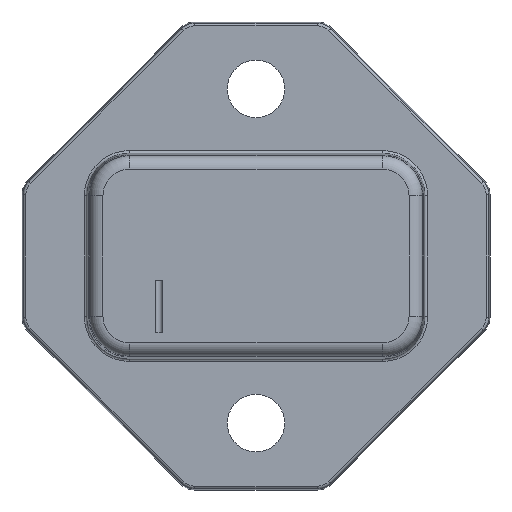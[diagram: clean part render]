
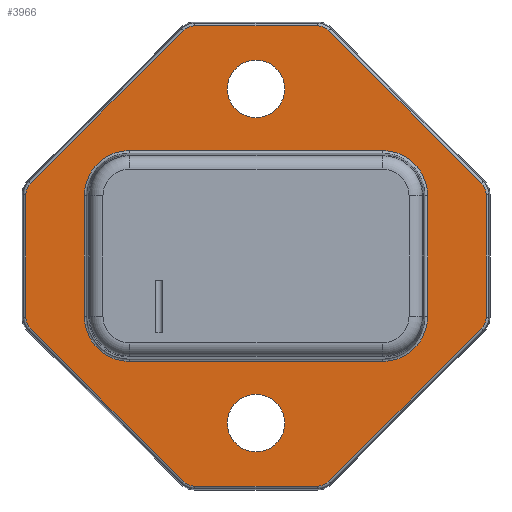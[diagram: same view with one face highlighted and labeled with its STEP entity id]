
A CAD part, front view. The second image highlights one B-rep face of the part: STEP entity #3966.
In plain terms, the highlighted planar face has unit normal (0, -1, 0).
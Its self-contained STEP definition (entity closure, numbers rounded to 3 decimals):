
#209=CARTESIAN_POINT('',(-4.579,4.75,-16.));
#210=DIRECTION('',(0.,1.,0.));
#211=DIRECTION('',(0.,0.,-1.));
#212=AXIS2_PLACEMENT_3D('',#209,#210,#211);
#214=DIRECTION('',(-0.707,0.,0.707));
#215=VECTOR('',#214,16.152);
#216=CARTESIAN_POINT('',(-5.434,4.75,-16.856));
#217=LINE('',#216,#215);
#218=CARTESIAN_POINT('',(-16.,4.75,-4.579));
#219=DIRECTION('',(0.,1.,0.));
#220=DIRECTION('',(-0.707,0.,-0.707));
#221=AXIS2_PLACEMENT_3D('',#218,#219,#220);
#223=CARTESIAN_POINT('',(-16.,4.75,4.579));
#224=DIRECTION('',(0.,1.,0.));
#225=DIRECTION('',(-1.,0.,0.));
#226=AXIS2_PLACEMENT_3D('',#223,#224,#225);
#228=DIRECTION('',(0.707,0.,0.707));
#229=VECTOR('',#228,16.152);
#230=CARTESIAN_POINT('',(-16.856,4.75,5.434));
#231=LINE('',#230,#229);
#232=CARTESIAN_POINT('',(-4.579,4.75,16.));
#233=DIRECTION('',(0.,1.,0.));
#234=DIRECTION('',(-0.707,0.,0.707));
#235=AXIS2_PLACEMENT_3D('',#232,#233,#234);
#237=CARTESIAN_POINT('',(4.579,4.75,16.));
#238=DIRECTION('',(0.,1.,0.));
#239=DIRECTION('',(0.,0.,1.));
#240=AXIS2_PLACEMENT_3D('',#237,#238,#239);
#242=DIRECTION('',(0.707,0.,-0.707));
#243=VECTOR('',#242,16.152);
#244=CARTESIAN_POINT('',(5.434,4.75,16.856));
#245=LINE('',#244,#243);
#246=CARTESIAN_POINT('',(16.,4.75,4.579));
#247=DIRECTION('',(0.,1.,0.));
#248=DIRECTION('',(0.707,0.,0.707));
#249=AXIS2_PLACEMENT_3D('',#246,#247,#248);
#251=CARTESIAN_POINT('',(16.,4.75,-4.579));
#252=DIRECTION('',(0.,1.,0.));
#253=DIRECTION('',(1.,0.,0.));
#254=AXIS2_PLACEMENT_3D('',#251,#252,#253);
#256=DIRECTION('',(-0.707,0.,-0.707));
#257=VECTOR('',#256,16.152);
#258=CARTESIAN_POINT('',(16.856,4.75,-5.434));
#259=LINE('',#258,#257);
#260=CARTESIAN_POINT('',(4.579,4.75,-16.));
#261=DIRECTION('',(0.,1.,0.));
#262=DIRECTION('',(0.707,0.,-0.707));
#263=AXIS2_PLACEMENT_3D('',#260,#261,#262);
#265=CARTESIAN_POINT('',(0.,4.75,12.5));
#266=DIRECTION('',(0.,-1.,0.));
#267=DIRECTION('',(0.,0.,1.));
#268=AXIS2_PLACEMENT_3D('',#265,#266,#267);
#270=CARTESIAN_POINT('',(0.,4.75,12.5));
#271=DIRECTION('',(0.,-1.,0.));
#272=DIRECTION('',(0.,0.,-1.));
#273=AXIS2_PLACEMENT_3D('',#270,#271,#272);
#275=CARTESIAN_POINT('',(-9.465,4.75,4.515));
#276=DIRECTION('',(0.,-1.,0.));
#277=DIRECTION('',(0.,0.,1.));
#278=AXIS2_PLACEMENT_3D('',#275,#276,#277);
#280=CARTESIAN_POINT('',(-9.465,4.75,-4.515));
#281=DIRECTION('',(0.,-1.,0.));
#282=DIRECTION('',(-1.,0.,0.));
#283=AXIS2_PLACEMENT_3D('',#280,#281,#282);
#285=CARTESIAN_POINT('',(9.465,4.75,-4.515));
#286=DIRECTION('',(0.,-1.,0.));
#287=DIRECTION('',(0.,0.,-1.));
#288=AXIS2_PLACEMENT_3D('',#285,#286,#287);
#290=CARTESIAN_POINT('',(9.465,4.75,4.515));
#291=DIRECTION('',(0.,-1.,0.));
#292=DIRECTION('',(1.,0.,0.));
#293=AXIS2_PLACEMENT_3D('',#290,#291,#292);
#295=CARTESIAN_POINT('',(0.,4.75,-12.5));
#296=DIRECTION('',(0.,-1.,0.));
#297=DIRECTION('',(0.,0.,1.));
#298=AXIS2_PLACEMENT_3D('',#295,#296,#297);
#300=CARTESIAN_POINT('',(0.,4.75,-12.5));
#301=DIRECTION('',(0.,-1.,0.));
#302=DIRECTION('',(0.,0.,-1.));
#303=AXIS2_PLACEMENT_3D('',#300,#301,#302);
#320=DIRECTION('',(1.,0.,0.));
#321=VECTOR('',#320,9.157);
#322=CARTESIAN_POINT('',(-4.579,4.75,-17.21));
#323=LINE('',#322,#321);
#386=DIRECTION('',(0.,0.,-1.));
#387=VECTOR('',#386,9.157);
#388=CARTESIAN_POINT('',(-17.21,4.75,4.579));
#389=LINE('',#388,#387);
#444=DIRECTION('',(-1.,0.,0.));
#445=VECTOR('',#444,9.157);
#446=CARTESIAN_POINT('',(4.579,4.75,17.21));
#447=LINE('',#446,#445);
#502=DIRECTION('',(0.,0.,1.));
#503=VECTOR('',#502,9.157);
#504=CARTESIAN_POINT('',(17.21,4.75,-4.579));
#505=LINE('',#504,#503);
#584=DIRECTION('',(1.,0.,0.));
#585=VECTOR('',#584,18.93);
#586=CARTESIAN_POINT('',(-9.465,4.75,7.888));
#587=LINE('',#586,#585);
#607=DIRECTION('',(0.,0.,-1.));
#608=VECTOR('',#607,9.03);
#609=CARTESIAN_POINT('',(12.838,4.75,4.515));
#610=LINE('',#609,#608);
#630=DIRECTION('',(-1.,0.,0.));
#631=VECTOR('',#630,18.93);
#632=CARTESIAN_POINT('',(9.465,4.75,-7.888));
#633=LINE('',#632,#631);
#653=DIRECTION('',(0.,0.,1.));
#654=VECTOR('',#653,9.03);
#655=CARTESIAN_POINT('',(-12.838,4.75,-4.515));
#656=LINE('',#655,#654);
#3152=CARTESIAN_POINT('',(0.,4.75,-14.65));
#3153=VERTEX_POINT('',#3152);
#3154=CARTESIAN_POINT('',(0.,4.75,-10.35));
#3155=VERTEX_POINT('',#3154);
#3156=CARTESIAN_POINT('',(-4.579,4.75,-17.21));
#3157=CARTESIAN_POINT('',(-5.434,4.75,-16.856));
#3158=VERTEX_POINT('',#3156);
#3159=VERTEX_POINT('',#3157);
#3160=CARTESIAN_POINT('',(-16.856,4.75,
-5.434));
#3161=VERTEX_POINT('',#3160);
#3162=CARTESIAN_POINT('',(-17.21,4.75,-4.579));
#3163=VERTEX_POINT('',#3162);
#3164=CARTESIAN_POINT('',(-17.21,4.75,4.579));
#3165=VERTEX_POINT('',#3164);
#3166=CARTESIAN_POINT('',(-16.856,4.75,5.434));
#3167=VERTEX_POINT('',#3166);
#3168=CARTESIAN_POINT('',(-5.434,4.75,16.856));
#3169=VERTEX_POINT('',#3168);
#3170=CARTESIAN_POINT('',(-4.579,4.75,17.21));
#3171=VERTEX_POINT('',#3170);
#3172=CARTESIAN_POINT('',(4.579,4.75,17.21));
#3173=VERTEX_POINT('',#3172);
#3174=CARTESIAN_POINT('',(5.434,4.75,16.856));
#3175=VERTEX_POINT('',#3174);
#3176=CARTESIAN_POINT('',(16.856,4.75,5.434));
#3177=VERTEX_POINT('',#3176);
#3178=CARTESIAN_POINT('',(17.21,4.75,4.579));
#3179=VERTEX_POINT('',#3178);
#3180=CARTESIAN_POINT('',(17.21,4.75,-4.579));
#3181=VERTEX_POINT('',#3180);
#3182=CARTESIAN_POINT('',(16.856,4.75,-5.434));
#3183=VERTEX_POINT('',#3182);
#3184=CARTESIAN_POINT('',(5.434,4.75,-16.856));
#3185=VERTEX_POINT('',#3184);
#3186=CARTESIAN_POINT('',(4.579,4.75,-17.21));
#3187=VERTEX_POINT('',#3186);
#3188=CARTESIAN_POINT('',(0.,4.75,14.65));
#3189=CARTESIAN_POINT('',(0.,4.75,10.35));
#3190=VERTEX_POINT('',#3188);
#3191=VERTEX_POINT('',#3189);
#3192=CARTESIAN_POINT('',(-9.465,4.75,7.888));
#3193=CARTESIAN_POINT('',(-12.838,4.75,4.515));
#3194=VERTEX_POINT('',#3192);
#3195=VERTEX_POINT('',#3193);
#3196=CARTESIAN_POINT('',(-12.838,4.75,-4.515));
#3197=VERTEX_POINT('',#3196);
#3198=CARTESIAN_POINT('',(-9.465,4.75,-7.888));
#3199=VERTEX_POINT('',#3198);
#3200=CARTESIAN_POINT('',(9.465,4.75,-7.888));
#3201=VERTEX_POINT('',#3200);
#3202=CARTESIAN_POINT('',(12.838,4.75,-4.515));
#3203=VERTEX_POINT('',#3202);
#3204=CARTESIAN_POINT('',(12.838,4.75,4.515));
#3205=VERTEX_POINT('',#3204);
#3206=CARTESIAN_POINT('',(9.465,4.75,7.888));
#3207=VERTEX_POINT('',#3206);
#3898=CARTESIAN_POINT('',(0.,4.75,-7.515));
#3899=DIRECTION('',(0.,-1.,0.));
#3900=DIRECTION('',(-1.,0.,0.));
#3901=AXIS2_PLACEMENT_3D('',#3898,#3899,#3900);
#3902=PLANE('',#3901);
#3904=ORIENTED_EDGE('',*,*,#3903,.T.);
#3906=ORIENTED_EDGE('',*,*,#3905,.T.);
#3908=ORIENTED_EDGE('',*,*,#3907,.T.);
#3910=ORIENTED_EDGE('',*,*,#3909,.F.);
#3912=ORIENTED_EDGE('',*,*,#3911,.T.);
#3914=ORIENTED_EDGE('',*,*,#3913,.T.);
#3916=ORIENTED_EDGE('',*,*,#3915,.T.);
#3918=ORIENTED_EDGE('',*,*,#3917,.F.);
#3920=ORIENTED_EDGE('',*,*,#3919,.T.);
#3922=ORIENTED_EDGE('',*,*,#3921,.T.);
#3924=ORIENTED_EDGE('',*,*,#3923,.T.);
#3926=ORIENTED_EDGE('',*,*,#3925,.F.);
#3928=ORIENTED_EDGE('',*,*,#3927,.T.);
#3929=ORIENTED_EDGE('',*,*,#3881,.T.);
#3931=ORIENTED_EDGE('',*,*,#3930,.T.);
#3933=ORIENTED_EDGE('',*,*,#3932,.F.);
#3934=EDGE_LOOP('',(#3904,#3906,#3908,#3910,#3912,#3914,#3916,#3918,#3920,#3922,
#3924,#3926,#3928,#3929,#3931,#3933));
#3935=FACE_OUTER_BOUND('',#3934,.F.);
#3937=ORIENTED_EDGE('',*,*,#3936,.T.);
#3939=ORIENTED_EDGE('',*,*,#3938,.T.);
#3940=EDGE_LOOP('',(#3937,#3939));
#3941=FACE_BOUND('',#3940,.F.);
#3943=ORIENTED_EDGE('',*,*,#3942,.T.);
#3945=ORIENTED_EDGE('',*,*,#3944,.F.);
#3947=ORIENTED_EDGE('',*,*,#3946,.T.);
#3949=ORIENTED_EDGE('',*,*,#3948,.F.);
#3951=ORIENTED_EDGE('',*,*,#3950,.T.);
#3953=ORIENTED_EDGE('',*,*,#3952,.F.);
#3955=ORIENTED_EDGE('',*,*,#3954,.T.);
#3957=ORIENTED_EDGE('',*,*,#3956,.F.);
#3958=EDGE_LOOP('',(#3943,#3945,#3947,#3949,#3951,#3953,#3955,#3957));
#3959=FACE_BOUND('',#3958,.F.);
#3961=ORIENTED_EDGE('',*,*,#3960,.T.);
#3963=ORIENTED_EDGE('',*,*,#3962,.T.);
#3964=EDGE_LOOP('',(#3961,#3963));
#3965=FACE_BOUND('',#3964,.F.);
#3966=ADVANCED_FACE('',(#3935,#3941,#3959,#3965),#3902,.T.);
#213=CIRCLE('',#212,1.21);
#222=CIRCLE('',#221,1.21);
#227=CIRCLE('',#226,1.21);
#236=CIRCLE('',#235,1.21);
#241=CIRCLE('',#240,1.21);
#250=CIRCLE('',#249,1.21);
#255=CIRCLE('',#254,1.21);
#264=CIRCLE('',#263,1.21);
#269=CIRCLE('',#268,2.15);
#274=CIRCLE('',#273,2.15);
#279=CIRCLE('',#278,3.373);
#284=CIRCLE('',#283,3.373);
#289=CIRCLE('',#288,3.373);
#294=CIRCLE('',#293,3.373);
#299=CIRCLE('',#298,2.15);
#304=CIRCLE('',#303,2.15);
#3881=EDGE_CURVE('',#3183,#3185,#259,.T.);
#3903=EDGE_CURVE('',#3158,#3159,#213,.T.);
#3905=EDGE_CURVE('',#3159,#3161,#217,.T.);
#3907=EDGE_CURVE('',#3161,#3163,#222,.T.);
#3909=EDGE_CURVE('',#3165,#3163,#389,.T.);
#3911=EDGE_CURVE('',#3165,#3167,#227,.T.);
#3913=EDGE_CURVE('',#3167,#3169,#231,.T.);
#3915=EDGE_CURVE('',#3169,#3171,#236,.T.);
#3917=EDGE_CURVE('',#3173,#3171,#447,.T.);
#3919=EDGE_CURVE('',#3173,#3175,#241,.T.);
#3921=EDGE_CURVE('',#3175,#3177,#245,.T.);
#3923=EDGE_CURVE('',#3177,#3179,#250,.T.);
#3925=EDGE_CURVE('',#3181,#3179,#505,.T.);
#3927=EDGE_CURVE('',#3181,#3183,#255,.T.);
#3930=EDGE_CURVE('',#3185,#3187,#264,.T.);
#3932=EDGE_CURVE('',#3158,#3187,#323,.T.);
#3936=EDGE_CURVE('',#3190,#3191,#269,.T.);
#3938=EDGE_CURVE('',#3191,#3190,#274,.T.);
#3942=EDGE_CURVE('',#3194,#3195,#279,.T.);
#3944=EDGE_CURVE('',#3197,#3195,#656,.T.);
#3946=EDGE_CURVE('',#3197,#3199,#284,.T.);
#3948=EDGE_CURVE('',#3201,#3199,#633,.T.);
#3950=EDGE_CURVE('',#3201,#3203,#289,.T.);
#3952=EDGE_CURVE('',#3205,#3203,#610,.T.);
#3954=EDGE_CURVE('',#3205,#3207,#294,.T.);
#3956=EDGE_CURVE('',#3194,#3207,#587,.T.);
#3960=EDGE_CURVE('',#3155,#3153,#299,.T.);
#3962=EDGE_CURVE('',#3153,#3155,#304,.T.);
